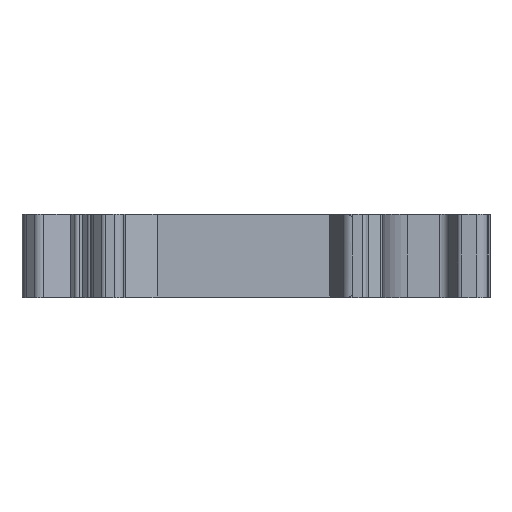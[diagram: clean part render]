
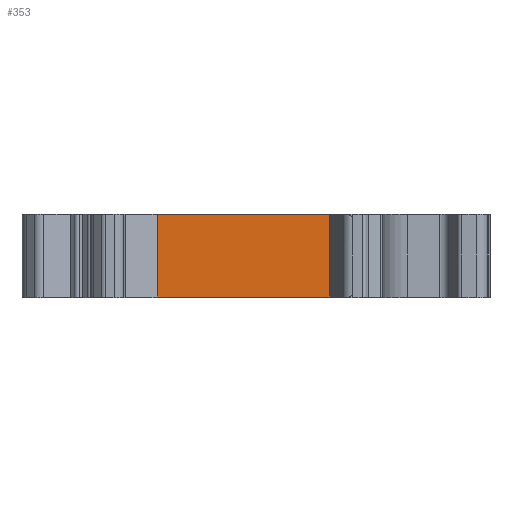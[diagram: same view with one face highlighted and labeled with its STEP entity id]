
A CAD part, left-side view. The second image highlights one B-rep face of the part: STEP entity #353.
In plain terms, the highlighted planar face has unit normal (-1, 0, 0).
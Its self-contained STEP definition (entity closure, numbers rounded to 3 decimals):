
#193=PLANE('',#3939);
#353=ADVANCED_FACE('',(#589),#193,.T.);
#589=FACE_OUTER_BOUND('',#756,.T.);
#756=EDGE_LOOP('',(#2523,#2524,#2525,#2526,#2527,#2528,#2529,#2530));
#839=LINE('',#5210,#1217);
#1117=LINE('',#5956,#1495);
#1134=LINE('',#6005,#1512);
#1135=LINE('',#6007,#1513);
#1136=LINE('',#6009,#1514);
#1137=LINE('',#6011,#1515);
#1138=LINE('',#6012,#1516);
#1139=LINE('',#6014,#1517);
#1217=VECTOR('',#4148,1.);
#1495=VECTOR('',#4866,1.);
#1512=VECTOR('',#4907,1.);
#1513=VECTOR('',#4908,1.);
#1514=VECTOR('',#4909,1.);
#1515=VECTOR('',#4910,1.);
#1516=VECTOR('',#4911,1.);
#1517=VECTOR('',#4912,1.);
#2523=ORIENTED_EDGE('',*,*,#3481,.F.);
#2524=ORIENTED_EDGE('',*,*,#3088,.F.);
#2525=ORIENTED_EDGE('',*,*,#3482,.T.);
#2526=ORIENTED_EDGE('',*,*,#3483,.T.);
#2527=ORIENTED_EDGE('',*,*,#3484,.T.);
#2528=ORIENTED_EDGE('',*,*,#3461,.T.);
#2529=ORIENTED_EDGE('',*,*,#3485,.F.);
#2530=ORIENTED_EDGE('',*,*,#3486,.F.);
#2707=VERTEX_POINT('',#5209);
#2708=VERTEX_POINT('',#5211);
#2947=VERTEX_POINT('',#5955);
#2948=VERTEX_POINT('',#5957);
#2956=VERTEX_POINT('',#6006);
#2957=VERTEX_POINT('',#6008);
#2958=VERTEX_POINT('',#6010);
#2959=VERTEX_POINT('',#6013);
#3088=EDGE_CURVE('',#2707,#2708,#839,.T.);
#3461=EDGE_CURVE('',#2948,#2947,#1117,.T.);
#3481=EDGE_CURVE('',#2708,#2956,#1134,.T.);
#3482=EDGE_CURVE('',#2707,#2957,#1135,.T.);
#3483=EDGE_CURVE('',#2957,#2958,#1136,.T.);
#3484=EDGE_CURVE('',#2958,#2948,#1137,.T.);
#3485=EDGE_CURVE('',#2959,#2947,#1138,.T.);
#3486=EDGE_CURVE('',#2956,#2959,#1139,.T.);
#3939=AXIS2_PLACEMENT_3D('',#6015,#4913,#4914);
#4148=DIRECTION('',(0.,1.,0.));
#4866=DIRECTION('',(0.,1.,0.));
#4907=DIRECTION('',(0.,0.,1.));
#4908=DIRECTION('',(0.,0.,1.));
#4909=DIRECTION('',(0.,0.,1.));
#4910=DIRECTION('',(0.,0.,1.));
#4911=DIRECTION('',(0.,0.,1.));
#4912=DIRECTION('',(0.,0.,1.));
#4913=DIRECTION('',(-1.,0.,0.));
#4914=DIRECTION('',(0.,1.,0.));
#5209=CARTESIAN_POINT('',(-52.997,1.594,-8.1));
#5210=CARTESIAN_POINT('',(-52.997,1.594,-8.1));
#5211=CARTESIAN_POINT('',(-52.997,18.414,-8.1));
#5955=CARTESIAN_POINT('',(-52.997,18.414,0.));
#5956=CARTESIAN_POINT('',(-52.997,1.594,0.));
#5957=CARTESIAN_POINT('',(-52.997,1.594,0.));
#6005=CARTESIAN_POINT('',(-52.997,18.414,-8.1));
#6006=CARTESIAN_POINT('',(-52.997,18.414,-7.95));
#6007=CARTESIAN_POINT('',(-52.997,1.594,-8.1));
#6008=CARTESIAN_POINT('',(-52.997,1.594,-7.95));
#6009=CARTESIAN_POINT('',(-52.997,1.594,-0.3));
#6010=CARTESIAN_POINT('',(-52.997,1.594,-0.3));
#6011=CARTESIAN_POINT('',(-52.997,1.594,-0.3));
#6012=CARTESIAN_POINT('',(-52.997,18.414,-0.3));
#6013=CARTESIAN_POINT('',(-52.997,18.414,-0.3));
#6014=CARTESIAN_POINT('',(-52.997,18.414,-7.95));
#6015=CARTESIAN_POINT('',(-52.997,18.414,0.));
